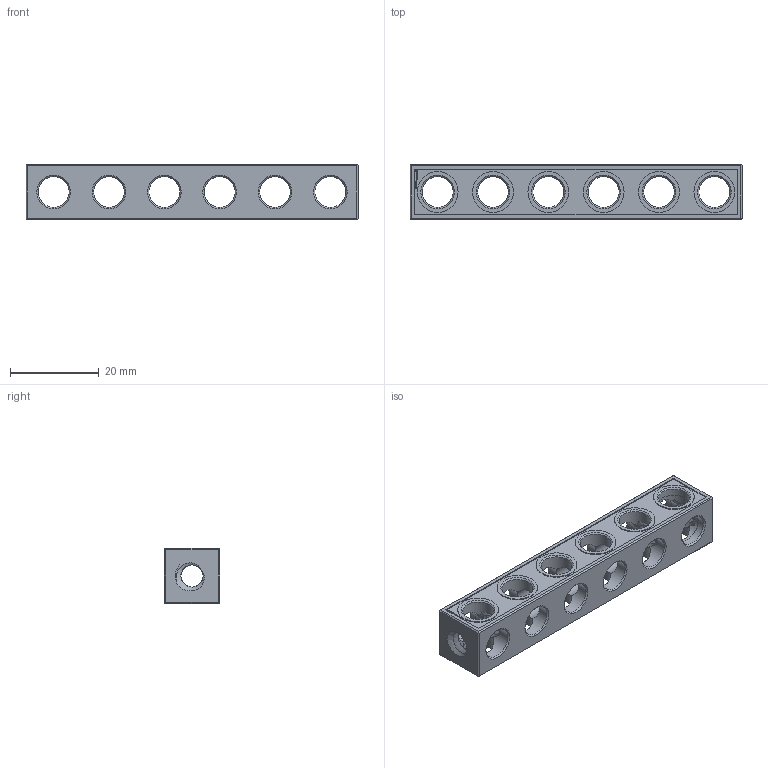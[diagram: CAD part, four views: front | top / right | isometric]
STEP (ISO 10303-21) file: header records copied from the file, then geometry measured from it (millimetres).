
FILE_DESCRIPTION(('FreeCAD Model'),'2;1');
FILE_NAME('Open CASCADE Shape Model','2021-07-01T22:41:25',( 'Paulo Kiefe'),('STEMFIE.org'),'Open CASCADE STEP processor 7.4', 'FreeCAD','Unknown');
FILE_SCHEMA(('AUTOMOTIVE_DESIGN { 1 0 10303 214 1 1 1 1 }'));
Products named in the file (1): Beam_STR_ESS_ERHRH_DE_BU06x01x01_-_SPN-BEM-0805_(stemfie.org)
Bounding box: 75 x 12.5 x 12.5 mm (x, y, z)
Volume: 5984.3 mm3; surface area: 5797.2 mm2
Topology: 1 solids, 1 shells, 624 faces, 1833 edges, 1228 vertices
Faces by surface type: plane 343, extrusion 182, cylinder 39, bspline 36, cone 24
Full cylindrical faces by diameter (mm): 7 x33, 9.2 x6
Entity records: 86765 total; most frequent: CARTESIAN_POINT 49145, DIRECTION 5041, VECTOR 3835, ORIENTED_EDGE 3666, PCURVE 3666, DEFINITIONAL_REPRESENTATION 3666, LINE 3653, EDGE_CURVE 1833
